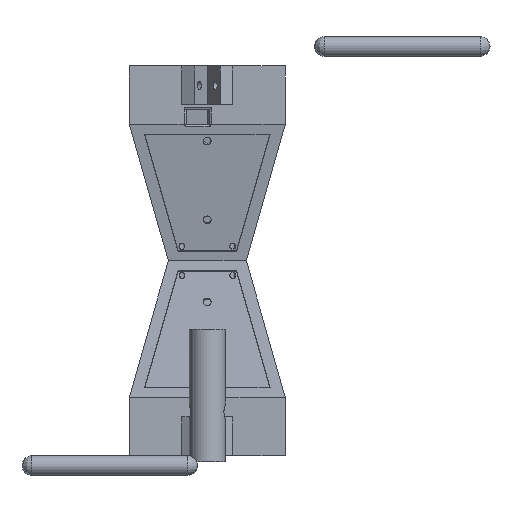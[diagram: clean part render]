
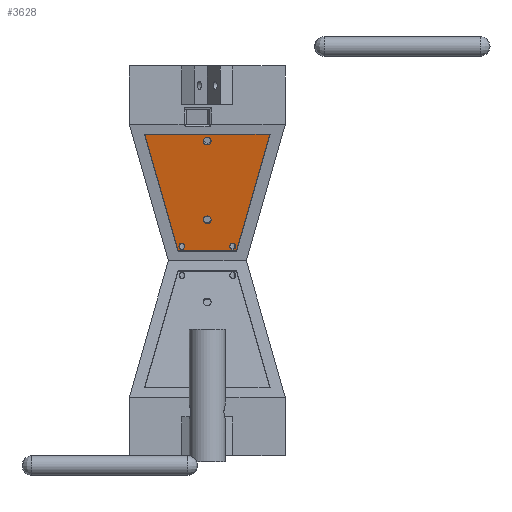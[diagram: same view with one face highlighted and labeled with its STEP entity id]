
A CAD part, left-side view. The second image highlights one B-rep face of the part: STEP entity #3628.
In plain terms, the highlighted planar face has unit normal (-0.987, 0, -0.163).
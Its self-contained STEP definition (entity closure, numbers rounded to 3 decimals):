
#30=FACE_BOUND('',#1091,.T.);
#31=FACE_BOUND('',#1092,.T.);
#127=LINE('',#5369,#427);
#128=LINE('',#5377,#428);
#129=LINE('',#5379,#429);
#130=LINE('',#5381,#430);
#131=LINE('',#5383,#431);
#132=LINE('',#5385,#432);
#427=VECTOR('',#4257,10.);
#428=VECTOR('',#4264,10.);
#429=VECTOR('',#4265,10.);
#430=VECTOR('',#4266,10.);
#431=VECTOR('',#4267,10.);
#432=VECTOR('',#4268,10.);
#727=ELLIPSE('',#3862,15.36,2.5);
#728=ELLIPSE('',#3863,15.36,2.5);
#729=ELLIPSE('',#3865,15.36,2.5);
#730=ELLIPSE('',#3866,15.36,2.5);
#755=PLANE('',#3861);
#875=FACE_OUTER_BOUND('',#1090,.T.);
#1090=EDGE_LOOP('',(#2484,#2485,#2486,#2487,#2488,#2489,#2490,#2491,#2492,
#2493,#2494,#2495));
#1091=EDGE_LOOP('',(#2496));
#1092=EDGE_LOOP('',(#2497));
#1401=CIRCLE('',#3860,1.5);
#1402=CIRCLE('',#3864,1.5);
#1403=CIRCLE('',#3867,2.);
#1404=CIRCLE('',#3868,2.);
#1602=VERTEX_POINT('',#5327);
#1603=VERTEX_POINT('',#5328);
#1604=VERTEX_POINT('',#5366);
#1605=VERTEX_POINT('',#5368);
#1606=VERTEX_POINT('',#5370);
#1607=VERTEX_POINT('',#5372);
#1608=VERTEX_POINT('',#5374);
#1609=VERTEX_POINT('',#5376);
#1610=VERTEX_POINT('',#5378);
#1611=VERTEX_POINT('',#5380);
#1612=VERTEX_POINT('',#5382);
#1613=VERTEX_POINT('',#5384);
#1614=VERTEX_POINT('',#5387);
#1615=VERTEX_POINT('',#5389);
#1954=EDGE_CURVE('',#1603,#1602,#1401,.T.);
#1955=EDGE_CURVE('',#1604,#1602,#727,.T.);
#1956=EDGE_CURVE('',#1605,#1604,#127,.T.);
#1957=EDGE_CURVE('',#1606,#1605,#728,.T.);
#1958=EDGE_CURVE('',#1606,#1607,#1402,.T.);
#1959=EDGE_CURVE('',#1608,#1607,#729,.T.);
#1960=EDGE_CURVE('',#1609,#1608,#128,.T.);
#1961=EDGE_CURVE('',#1610,#1609,#129,.F.);
#1962=EDGE_CURVE('',#1611,#1610,#130,.T.);
#1963=EDGE_CURVE('',#1612,#1611,#131,.F.);
#1964=EDGE_CURVE('',#1613,#1612,#132,.T.);
#1965=EDGE_CURVE('',#1603,#1613,#730,.T.);
#1966=EDGE_CURVE('',#1614,#1614,#1403,.T.);
#1967=EDGE_CURVE('',#1615,#1615,#1404,.T.);
#2484=ORIENTED_EDGE('',*,*,#1954,.T.);
#2485=ORIENTED_EDGE('',*,*,#1955,.F.);
#2486=ORIENTED_EDGE('',*,*,#1956,.F.);
#2487=ORIENTED_EDGE('',*,*,#1957,.F.);
#2488=ORIENTED_EDGE('',*,*,#1958,.T.);
#2489=ORIENTED_EDGE('',*,*,#1959,.F.);
#2490=ORIENTED_EDGE('',*,*,#1960,.F.);
#2491=ORIENTED_EDGE('',*,*,#1961,.F.);
#2492=ORIENTED_EDGE('',*,*,#1962,.F.);
#2493=ORIENTED_EDGE('',*,*,#1963,.F.);
#2494=ORIENTED_EDGE('',*,*,#1964,.F.);
#2495=ORIENTED_EDGE('',*,*,#1965,.F.);
#2496=ORIENTED_EDGE('',*,*,#1966,.T.);
#2497=ORIENTED_EDGE('',*,*,#1967,.T.);
#3628=ADVANCED_FACE('',(#875,#30,#31),#755,.F.);
#3860=AXIS2_PLACEMENT_3D('',#5364,#4251,#4252);
#3861=AXIS2_PLACEMENT_3D('',#5365,#4253,#4254);
#3862=AXIS2_PLACEMENT_3D('',#5367,#4255,#4256);
#3863=AXIS2_PLACEMENT_3D('',#5371,#4258,#4259);
#3864=AXIS2_PLACEMENT_3D('',#5373,#4260,#4261);
#3865=AXIS2_PLACEMENT_3D('',#5375,#4262,#4263);
#3866=AXIS2_PLACEMENT_3D('',#5386,#4269,#4270);
#3867=AXIS2_PLACEMENT_3D('',#5388,#4271,#4272);
#3868=AXIS2_PLACEMENT_3D('',#5390,#4273,#4274);
#4251=DIRECTION('center_axis',(0.987,0.,0.163));
#4252=DIRECTION('ref_axis',(0.,-1.,0.));
#4253=DIRECTION('center_axis',(0.987,0.,0.163));
#4254=DIRECTION('ref_axis',(0.163,0.,-0.987));
#4255=DIRECTION('center_axis',(-0.987,0.,-0.163));
#4256=DIRECTION('ref_axis',(0.163,0.,-0.987));
#4257=DIRECTION('',(0.,1.,0.));
#4258=DIRECTION('center_axis',(-0.987,0.,-0.163));
#4259=DIRECTION('ref_axis',(0.163,0.,-0.987));
#4260=DIRECTION('center_axis',(0.987,0.,0.163));
#4261=DIRECTION('ref_axis',(0.,-1.,0.));
#4262=DIRECTION('center_axis',(-0.987,0.,-0.163));
#4263=DIRECTION('ref_axis',(0.163,0.,-0.987));
#4264=DIRECTION('',(0.,1.,0.));
#4265=DIRECTION('',(-0.157,-0.271,0.95));
#4266=DIRECTION('',(0.,-1.,0.));
#4267=DIRECTION('',(0.157,-0.271,-0.95));
#4268=DIRECTION('',(0.,1.,0.));
#4269=DIRECTION('center_axis',(-0.987,0.,-0.163));
#4270=DIRECTION('ref_axis',(0.163,0.,-0.987));
#4271=DIRECTION('center_axis',(0.987,0.,0.163));
#4272=DIRECTION('ref_axis',(0.,-1.,0.));
#4273=DIRECTION('center_axis',(0.987,0.,0.163));
#4274=DIRECTION('ref_axis',(0.,-1.,0.));
#5327=CARTESIAN_POINT('',(-10.52,12.635,-28.936));
#5328=CARTESIAN_POINT('',(-10.518,13.38,-28.95));
#5364=CARTESIAN_POINT('Origin',(-10.756,13.035,-27.51));
#5365=CARTESIAN_POINT('Origin',(-15.347,0.,0.326));
#5366=CARTESIAN_POINT('',(-10.387,12.121,-29.741));
#5367=CARTESIAN_POINT('Origin',(-8.047,13.,-43.929));
#5368=CARTESIAN_POINT('',(-10.387,-12.121,-29.741));
#5369=CARTESIAN_POINT('',(-10.387,-17.819,-29.741));
#5370=CARTESIAN_POINT('',(-10.513,-12.591,-28.978));
#5371=CARTESIAN_POINT('Origin',(-8.047,-13.,-43.929));
#5372=CARTESIAN_POINT('',(-10.508,-13.437,-29.008));
#5373=CARTESIAN_POINT('Origin',(-10.745,-13.064,-27.574));
#5374=CARTESIAN_POINT('',(-10.387,-13.879,-29.741));
#5375=CARTESIAN_POINT('Origin',(-8.047,-13.,-43.929));
#5376=CARTESIAN_POINT('',(-10.387,-15.008,-29.741));
#5377=CARTESIAN_POINT('',(-10.387,-17.819,-29.741));
#5378=CARTESIAN_POINT('',(-20.307,-32.189,30.392));
#5379=CARTESIAN_POINT('',(-17.385,-27.128,12.681));
#5380=CARTESIAN_POINT('',(-20.307,32.189,30.392));
#5381=CARTESIAN_POINT('',(-20.307,35.,30.392));
#5382=CARTESIAN_POINT('',(-10.387,15.008,-29.741));
#5383=CARTESIAN_POINT('',(-12.426,18.538,-17.386));
#5384=CARTESIAN_POINT('',(-10.387,13.879,-29.741));
#5385=CARTESIAN_POINT('',(-10.387,-17.819,-29.741));
#5386=CARTESIAN_POINT('Origin',(-8.047,13.,-43.929));
#5387=CARTESIAN_POINT('',(-12.992,2.,-13.954));
#5388=CARTESIAN_POINT('Origin',(-12.992,0.,
-13.954));
#5389=CARTESIAN_POINT('',(-19.656,2.,26.446));
#5390=CARTESIAN_POINT('Origin',(-19.656,0.,
26.446));
